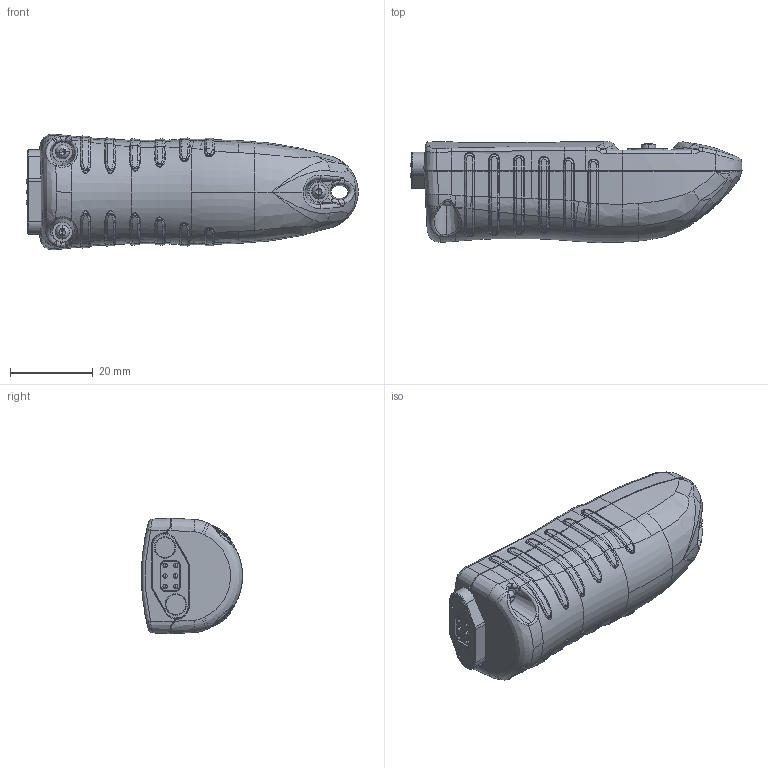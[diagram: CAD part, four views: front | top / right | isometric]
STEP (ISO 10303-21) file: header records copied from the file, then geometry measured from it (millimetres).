
FILE_DESCRIPTION (( 'STEP AP203' ), '1' );
FILE_NAME ('GH1-DA2.BG0.077.STEP', '2017-03-20T10:57:05', ( 'SwiAdmin' ), ( '' ), 'SwSTEP 2.0', 'SolidWorks 2015', '' );
FILE_SCHEMA (( 'CONFIG_CONTROL_DESIGN' ));
Length unit declared in the file: millimetre
Products named in the file (20): 22 x 8 WN 5451 6IP; Kabel und stecker; Schalter; GH1-DA2.BG0.077; EL1-DA1.BG0.077_Ohne Batterien; Display-1; EL1-DA2.BG0.077; Halterung_AAA_Baterie; GH1-DA1.BGo.077_A; Dünnglas 0.5+0.1mm; TESA_Band; GH1-DA1.BGu.077_A; DIN 3771 - 1x14.5; AH1-DA1.005.021_B_Planfl„che; 971136; 1813-S1-006-10-014101; DIN 3771 - 0.5x4.5; S-05-05-N; K 18 x 5 WN 1452 6IP; Anzeigeplatine-Stick6
Assembly tree (26 placements, depth 4):
  GH1-DA2.BG0.077
    GH1-DA1.BGo.077_A
    GH1-DA1.BGu.077_A
    EL1-DA2.BG0.077
      AH1-DA1.005.021_B_Planfl„che
      1813-S1-006-10-014101
      S-05-05-N  x2
      EL1-DA1.BG0.077_Ohne Batterien
        Anzeigeplatine-Stick6
        Schalter  x2
        Display-1
        Halterung_AAA_Baterie
        TESA_Band
        Kabel und stecker
    Dünnglas 0.5+0.1mm
    DIN 3771 - 1x14.5
    971136
    DIN 3771 - 0.5x4.5  x2
    K 18 x 5 WN 1452 6IP  x3
    22 x 8 WN 5451 6IP  x3
Bounding box: 80.37 x 24.47 x 28 mm (x, y, z)
Volume: 20330.4 mm3; surface area: 22778 mm2
Topology: 26 solids, 26 shells, 3165 faces, 7690 edges, 4559 vertices
Faces by surface type: bspline 1316, plane 564, cylinder 556, torus 410, cone 259, sphere 60
Entity records: 111345 total; most frequent: CARTESIAN_POINT 54175, ORIENTED_EDGE 12874, DIRECTION 9792, EDGE_CURVE 6437, AXIS2_PLACEMENT_3D 4063, VERTEX_POINT 3854, EDGE_LOOP 2791, FACE_OUTER_BOUND 2687
